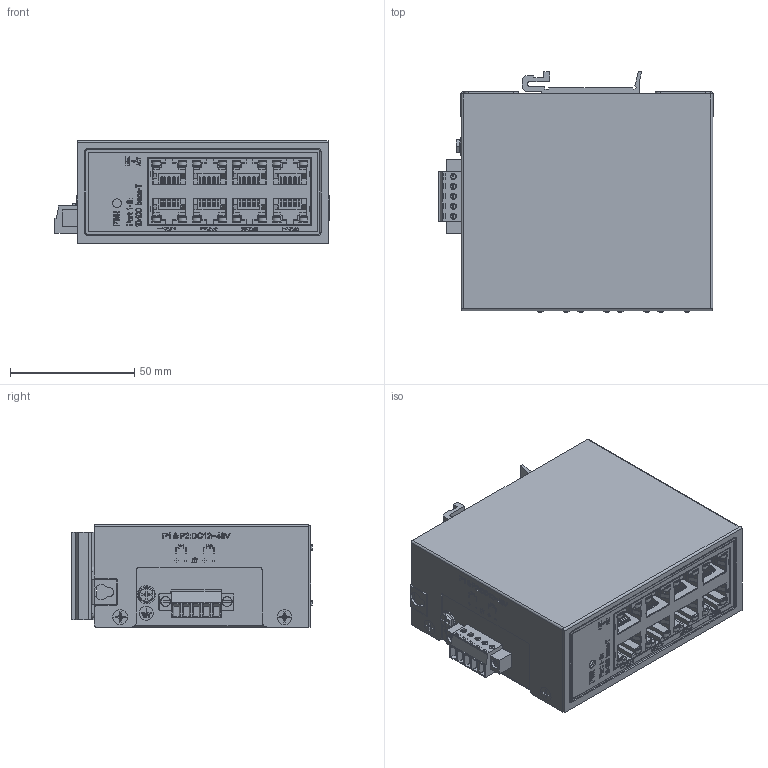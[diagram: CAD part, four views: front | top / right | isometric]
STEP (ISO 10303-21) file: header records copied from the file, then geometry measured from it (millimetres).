
FILE_DESCRIPTION((''),'2;1');
FILE_NAME('8K-001_ASM','2023-05-07T',('Administrator'),(''),'PRO/ENGINEER BY PARAMETRIC TECHNOLOGY CORPORATION, 2011310','PRO/ENGINEER BY PARAMETRIC TECHNOLOGY CORPORATION, 2011310','');
FILE_SCHEMA(('CONFIG_CONTROL_DESIGN'));
Products named in the file (42): PRT0123; PRT0124; PRT0125; PRT0126; PRT0127; PRT0128; PRT0129; PRT0130; PRT0131; PRT0132; PRT0133; PRT0134; PRT0135; PRT0136; PRT0137; PRT0138; PRT0139; PRT0140; PRT0141; PRT0142; PRT0143; PRT0144; PRT0145; PRT0146; PRT0147; PRT0148; PRT0149; PRT0150; PRT0151; PRT0152; PRT0153; PRT0154; PRT0155; PRT0156; PRT0157; PRT0158; PRT0159; PRT0160; PRT0161; PRT0162 ...
Assembly tree (41 placements, depth 2):
  8K-001_ASM
    PRT0123
    PRT0124
    PRT0125
    PRT0126
    PRT0127
    PRT0128
    PRT0129
    PRT0130
    PRT0131
    PRT0132
    PRT0133
    PRT0134
    PRT0135
    PRT0136
    PRT0137
    PRT0138
    PRT0139
    PRT0140
    PRT0141
    PRT0142
    PRT0143
    PRT0144
    PRT0145
    PRT0146
    PRT0147
    PRT0148
    PRT0149
    PRT0150
    PRT0151
    PRT0152
    PRT0153
    PRT0154
    PRT0155
    PRT0156
    PRT0157
    PRT0158
    PRT0159
    PRT0160
    PRT0161
    PRT0162
    PRT0163
Bounding box: 110.2 x 96.68 x 41 mm (x, y, z)
Volume: 52504.6 mm3; surface area: 104091.5 mm2
Topology: 41 solids, 41 shells, 3713 faces, 10314 edges, 6884 vertices
Faces by surface type: plane 3101, cylinder 418, torus 80, cone 74, bspline 40
Entity records: 120214 total; most frequent: CARTESIAN_POINT 23048, ORIENTED_EDGE 20628, DIRECTION 18984, EDGE_CURVE 10314, VECTOR 8778, LINE 8778, VERTEX_POINT 6884, AXIS2_PLACEMENT_3D 5103
